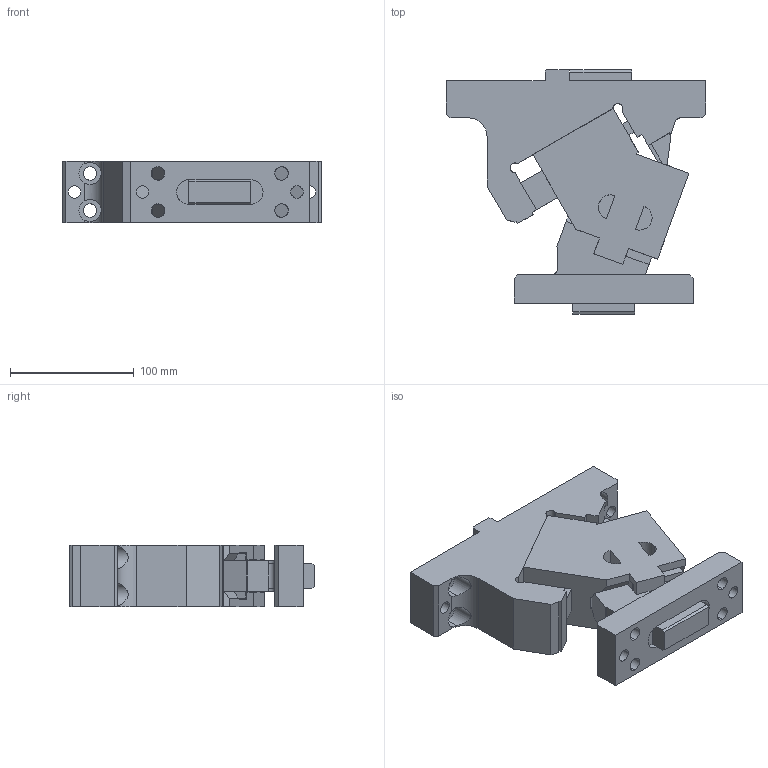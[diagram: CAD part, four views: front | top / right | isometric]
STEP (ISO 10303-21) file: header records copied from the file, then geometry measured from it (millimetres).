
FILE_DESCRIPTION(('CATIA V5 STEP Exchange'),'2;1');
FILE_NAME('CACG_50_20.stp','2015-04-21T14:45:19+00:00',('none'),('none'),'CATIA Version 5 Release 19 SP 2 (IN-10)','CATIA V5 STEP AP203','none');
FILE_SCHEMA(('CONFIG_CONTROL_DESIGN'));
Length unit declared in the file: millimetre
Products named in the file (1): CACG_50_20
Bounding box: 210 x 198 x 50 mm (x, y, z)
Volume: 1122047.3 mm3; surface area: 162051.3 mm2
Topology: 3 solids, 3 shells, 224 faces, 636 edges, 415 vertices
Faces by surface type: plane 155, cylinder 67, bspline 2
Entity records: 7810 total; most frequent: CARTESIAN_POINT 2095, ORIENTED_EDGE 1272, DIRECTION 977, EDGE_CURVE 636, VECTOR 464, LINE 464, VERTEX_POINT 415, AXIS2_PLACEMENT_3D 309
